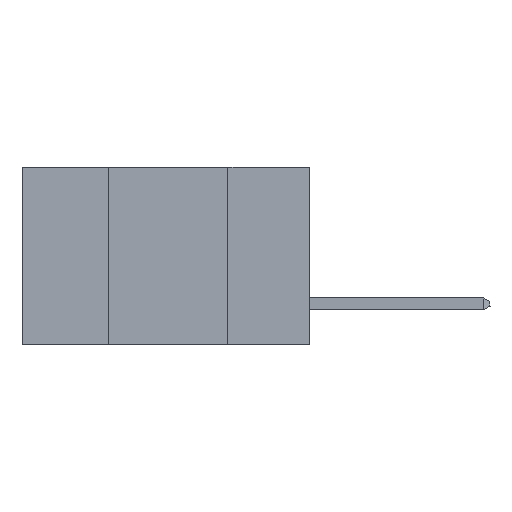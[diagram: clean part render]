
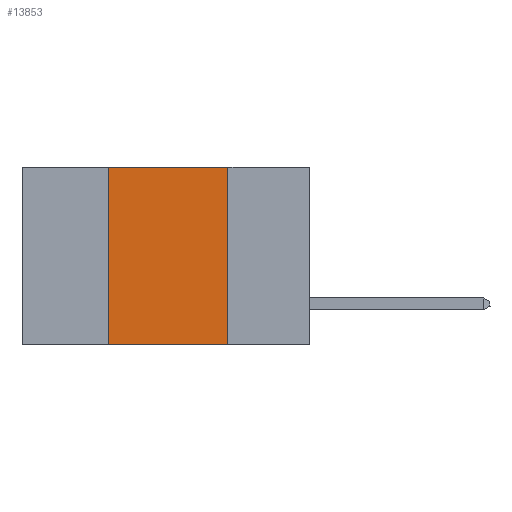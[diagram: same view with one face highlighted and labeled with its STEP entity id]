
A CAD part, left-side view. The second image highlights one B-rep face of the part: STEP entity #13853.
In plain terms, the highlighted planar face has unit normal (-1, 0, 0).
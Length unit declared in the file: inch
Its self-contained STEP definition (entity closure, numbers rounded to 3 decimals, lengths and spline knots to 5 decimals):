
#765 = VECTOR ( 'NONE', #19363, 39.37008 ) ;
#1608 = ORIENTED_EDGE ( 'NONE', *, *, #5868, .F. ) ;
#2189 = CARTESIAN_POINT ( 'NONE',  ( 0., 0.6, -0.37 ) ) ;
#3190 = VERTEX_POINT ( 'NONE', #12202 ) ;
#3351 = EDGE_CURVE ( 'NONE', #3190, #13177, #15518, .T. ) ;
#3779 = CARTESIAN_POINT ( 'NONE',  ( 0., 0.17, -0.37 ) ) ;
#4170 = DIRECTION ( 'NONE',  ( 0., 0., -1. ) ) ;
#4411 = FACE_OUTER_BOUND ( 'NONE', #9309, .T. ) ;
#4806 = CARTESIAN_POINT ( 'NONE',  ( 0., 0.42, 0. ) ) ;
#5779 = LINE ( 'NONE', #19562, #765 ) ;
#5868 = EDGE_CURVE ( 'NONE', #3190, #18594, #19297, .T. ) ;
#7177 = CARTESIAN_POINT ( 'NONE',  ( 0., 0.17, 0. ) ) ;
#9004 = VECTOR ( 'NONE', #18895, 39.37008 ) ;
#9309 = EDGE_LOOP ( 'NONE', ( #18848, #19729, #1608, #18715 ) ) ;
#9319 = CARTESIAN_POINT ( 'NONE',  ( 0., 0.6, 0. ) ) ;
#9394 = EDGE_CURVE ( 'NONE', #13198, #13177, #12016, .T. ) ;
#11006 = CARTESIAN_POINT ( 'NONE',  ( 0., 0.17, 0. ) ) ;
#11457 = CARTESIAN_POINT ( 'NONE',  ( 0., 0.42, 0. ) ) ;
#11827 = VECTOR ( 'NONE', #16020, 39.37008 ) ;
#12016 = LINE ( 'NONE', #7177, #12753 ) ;
#12202 = CARTESIAN_POINT ( 'NONE',  ( 0., 0.42, -0.37 ) ) ;
#12346 = DIRECTION ( 'NONE',  ( 1., 0., 0. ) ) ;
#12753 = VECTOR ( 'NONE', #4170, 39.37008 ) ;
#13177 = VERTEX_POINT ( 'NONE', #3779 ) ;
#13198 = VERTEX_POINT ( 'NONE', #11006 ) ;
#13853 = ADVANCED_FACE ( 'NONE', ( #4411 ), #15371, .F. ) ;
#15177 = EDGE_CURVE ( 'NONE', #18594, #13198, #5779, .T. ) ;
#15371 = PLANE ( 'NONE',  #19522 ) ;
#15518 = LINE ( 'NONE', #2189, #9004 ) ;
#16020 = DIRECTION ( 'NONE',  ( 0., 0., 1. ) ) ;
#16853 = DIRECTION ( 'NONE',  ( 0., 0., -1. ) ) ;
#18594 = VERTEX_POINT ( 'NONE', #4806 ) ;
#18715 = ORIENTED_EDGE ( 'NONE', *, *, #3351, .T. ) ;
#18848 = ORIENTED_EDGE ( 'NONE', *, *, #9394, .F. ) ;
#18895 = DIRECTION ( 'NONE',  ( 0., -1., 0. ) ) ;
#19297 = LINE ( 'NONE', #11457, #11827 ) ;
#19363 = DIRECTION ( 'NONE',  ( 0., -1., 0. ) ) ;
#19522 = AXIS2_PLACEMENT_3D ( 'NONE', #9319, #12346, #16853 ) ;
#19562 = CARTESIAN_POINT ( 'NONE',  ( 0., 0.6, 0. ) ) ;
#19729 = ORIENTED_EDGE ( 'NONE', *, *, #15177, .F. ) ;
